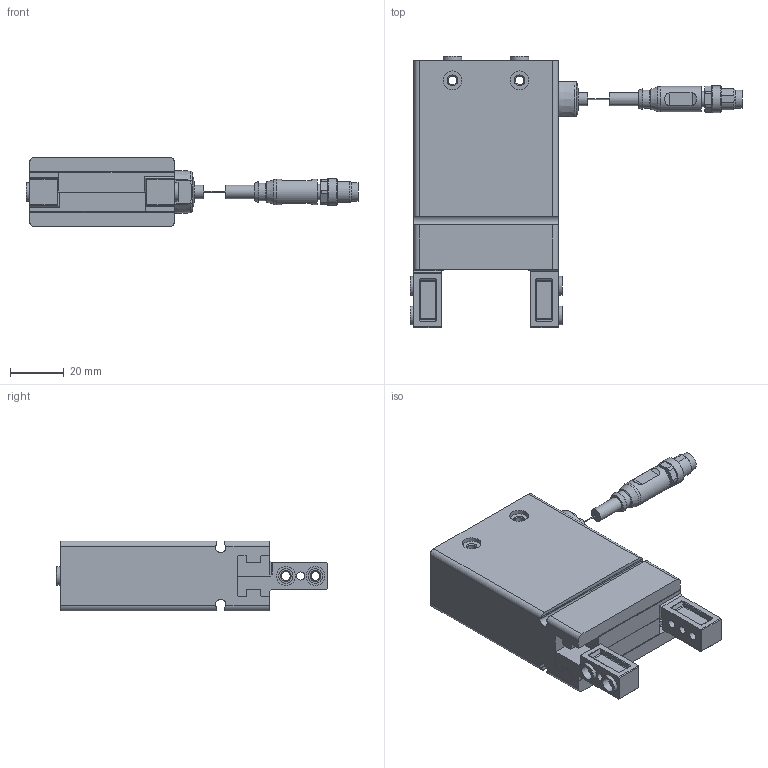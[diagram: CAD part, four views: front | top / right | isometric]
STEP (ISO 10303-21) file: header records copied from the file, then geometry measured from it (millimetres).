
FILE_DESCRIPTION( ( 'STEP AP214' ), '1' );
FILE_NAME( 'GEP2010IO-00-A(01).stp', '2020-05-11T10:27:05', ( 'License CC BY-ND 4.0' ), ( 'CADENAS' ), ' ', 'PARTsolutions', ' ' );
FILE_SCHEMA( ( 'AUTOMOTIVE_DESIGN { 1 0 10303 214 1 1 1 1 }' ) );
Length unit declared in the file: millimetre
Products named in the file (5): GEP2010IO-00-A(01); _GEP2010IO-00-A1_ZYL; _CSTE00845_Stecker; _CTYP00087_Etikett; _GEP2010IO-00-A_bac 1
Assembly tree (5 placements, depth 2):
  GEP2010IO-00-A(01)
    _GEP2010IO-00-A1_ZYL
    _CSTE00845_Stecker
    _CTYP00087_Etikett
    _GEP2010IO-00-A_bac 1  x2
Bounding box: 123.6 x 100.9 x 26 mm (x, y, z)
Volume: 111741.2 mm3; surface area: 28449.7 mm2
Topology: 5 solids, 7 shells, 575 faces, 1409 edges, 893 vertices
Faces by surface type: plane 383, cylinder 109, cone 49, bspline 21, torus 8, sphere 5
Full cylindrical faces by diameter (mm): 0.4 x1, 1 x4, 1.5 x2, 3 x2, 3.242 x10, 5 x2, 5.1 x1, 5.3 x6, 5.8 x2, 6.7 x1, 6.8 x1, 7 x12, 9.5 x1, 10 x1
Entity records: 17957 total; most frequent: CARTESIAN_POINT 2817, DIRECTION 2266, ORIENTED_EDGE 2220, EDGE_CURVE 1110, LINE 790, VECTOR 790, VERTEX_POINT 753, AXIS2_PLACEMENT_3D 738
